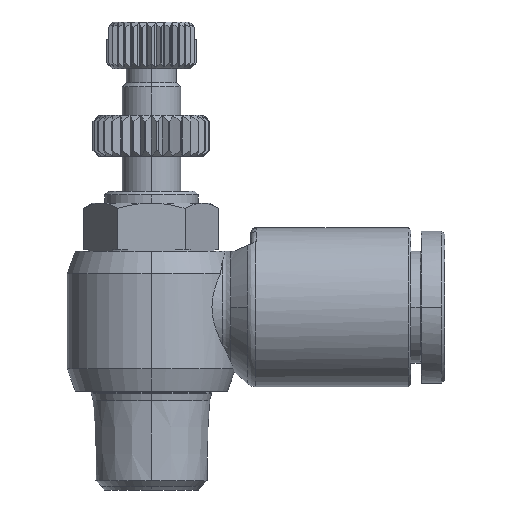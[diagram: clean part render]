
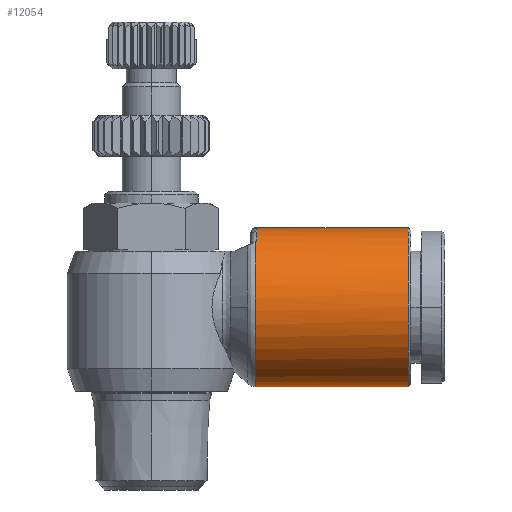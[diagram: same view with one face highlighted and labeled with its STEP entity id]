
A CAD part, front view. The second image highlights one B-rep face of the part: STEP entity #12054.
In plain terms, the highlighted cylindrical face has radius 6.8 mm (diameter 13.6 mm), a partial arc.
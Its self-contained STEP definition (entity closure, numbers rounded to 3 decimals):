
#310 = EDGE_CURVE ( 'NONE', #17210, #1316, #5017, .T. ) ;
#324 = ORIENTED_EDGE ( 'NONE', *, *, #24107, .T. ) ;
#1141 = DIRECTION ( 'NONE',  ( 0., 0., -1. ) ) ;
#1316 = VERTEX_POINT ( 'NONE', #1410 ) ;
#1410 = CARTESIAN_POINT ( 'NONE',  ( -20.5, 0., 6.8 ) ) ;
#1808 = VERTEX_POINT ( 'NONE', #9520 ) ;
#2126 = FACE_OUTER_BOUND ( 'NONE', #9349, .T. ) ;
#2413 = DIRECTION ( 'NONE',  ( -1., 0., 0. ) ) ;
#2634 = ORIENTED_EDGE ( 'NONE', *, *, #25587, .T. ) ;
#3092 = DIRECTION ( 'NONE',  ( 1., 0., 0. ) ) ;
#3954 = LINE ( 'NONE', #6563, #13551 ) ;
#4467 = DIRECTION ( 'NONE',  ( 0., 0., -1. ) ) ;
#5017 = CIRCLE ( 'NONE', #18190, 6.8 ) ;
#5525 = EDGE_CURVE ( 'NONE', #1808, #10897, #13118, .T. ) ;
#6039 = VECTOR ( 'NONE', #22014, 1000. ) ;
#6509 = AXIS2_PLACEMENT_3D ( 'NONE', #17280, #3092, #1141 ) ;
#6563 = CARTESIAN_POINT ( 'NONE',  ( -13., 0., 6.8 ) ) ;
#6818 = CARTESIAN_POINT ( 'NONE',  ( -20.5, 0., 0. ) ) ;
#6997 = LINE ( 'NONE', #26457, #6039 ) ;
#7415 = CARTESIAN_POINT ( 'NONE',  ( -7.5, 3.837, 5.614 ) ) ;
#9349 = EDGE_LOOP ( 'NONE', ( #19482, #324, #19676, #14676, #2634, #17887 ) ) ;
#9462 = CARTESIAN_POINT ( 'NONE',  ( -7.423, 3.885, 5.581 ) ) ;
#9520 = CARTESIAN_POINT ( 'NONE',  ( -7.5, 0., 6.8 ) ) ;
#10897 = VERTEX_POINT ( 'NONE', #20379 ) ;
#12054 = ADVANCED_FACE ( 'NONE', ( #2126 ), #16505, .T. ) ;
#12345 = CARTESIAN_POINT ( 'NONE',  ( -7.384, 0., 0. ) ) ;
#12871 = CARTESIAN_POINT ( 'NONE',  ( -7.5, 0., 0. ) ) ;
#13118 = CIRCLE ( 'NONE', #21419, 6.8 ) ;
#13211 = EDGE_CURVE ( 'NONE', #10897, #16956, #15517, .T. ) ;
#13467 = CARTESIAN_POINT ( 'NONE',  ( -7.384, 3.909, 5.564 ) ) ;
#13551 = VECTOR ( 'NONE', #25028, 1000. ) ;
#14230 = CARTESIAN_POINT ( 'NONE',  ( -7.384, 3.909, 5.564 ) ) ;
#14676 = ORIENTED_EDGE ( 'NONE', *, *, #13211, .T. ) ;
#15225 = AXIS2_PLACEMENT_3D ( 'NONE', #12345, #24364, #16533 ) ;
#15517 =( BOUNDED_CURVE ( )  B_SPLINE_CURVE ( 3, ( #7415, #19251, #9462, #13467 ),
 .UNSPECIFIED., .F., .F. ) 
 B_SPLINE_CURVE_WITH_KNOTS ( ( 4, 4 ),
 ( 3.741, 3.754 ),
 .UNSPECIFIED. ) 
 CURVE ( )  GEOMETRIC_REPRESENTATION_ITEM ( )  RATIONAL_B_SPLINE_CURVE ( ( 1., 1., 1., 1. ) ) 
 REPRESENTATION_ITEM ( '' )  );
#16505 = CYLINDRICAL_SURFACE ( 'NONE', #6509, 6.8 ) ;
#16533 = DIRECTION ( 'NONE',  ( 0., 0., -1. ) ) ;
#16956 = VERTEX_POINT ( 'NONE', #14230 ) ;
#17210 = VERTEX_POINT ( 'NONE', #25731 ) ;
#17280 = CARTESIAN_POINT ( 'NONE',  ( -13., 0., 0. ) ) ;
#17322 = CIRCLE ( 'NONE', #15225, 6.8 ) ;
#17887 = ORIENTED_EDGE ( 'NONE', *, *, #20041, .F. ) ;
#18190 = AXIS2_PLACEMENT_3D ( 'NONE', #6818, #21064, #25188 ) ;
#18732 = VERTEX_POINT ( 'NONE', #22578 ) ;
#19251 = CARTESIAN_POINT ( 'NONE',  ( -7.462, 3.861, 5.598 ) ) ;
#19482 = ORIENTED_EDGE ( 'NONE', *, *, #310, .T. ) ;
#19676 = ORIENTED_EDGE ( 'NONE', *, *, #5525, .T. ) ;
#20041 = EDGE_CURVE ( 'NONE', #17210, #18732, #6997, .T. ) ;
#20379 = CARTESIAN_POINT ( 'NONE',  ( -7.5, 3.837, 5.614 ) ) ;
#21064 = DIRECTION ( 'NONE',  ( 1., 0., 0. ) ) ;
#21419 = AXIS2_PLACEMENT_3D ( 'NONE', #12871, #2413, #4467 ) ;
#22014 = DIRECTION ( 'NONE',  ( 1., 0., 0. ) ) ;
#22578 = CARTESIAN_POINT ( 'NONE',  ( -7.384, 0., -6.8 ) ) ;
#24107 = EDGE_CURVE ( 'NONE', #1316, #1808, #3954, .T. ) ;
#24364 = DIRECTION ( 'NONE',  ( -1., 0., 0. ) ) ;
#25028 = DIRECTION ( 'NONE',  ( 1., 0., 0. ) ) ;
#25188 = DIRECTION ( 'NONE',  ( 0., 0., -1. ) ) ;
#25587 = EDGE_CURVE ( 'NONE', #16956, #18732, #17322, .T. ) ;
#25731 = CARTESIAN_POINT ( 'NONE',  ( -20.5, 0., -6.8 ) ) ;
#26457 = CARTESIAN_POINT ( 'NONE',  ( -13., 0., -6.8 ) ) ;
